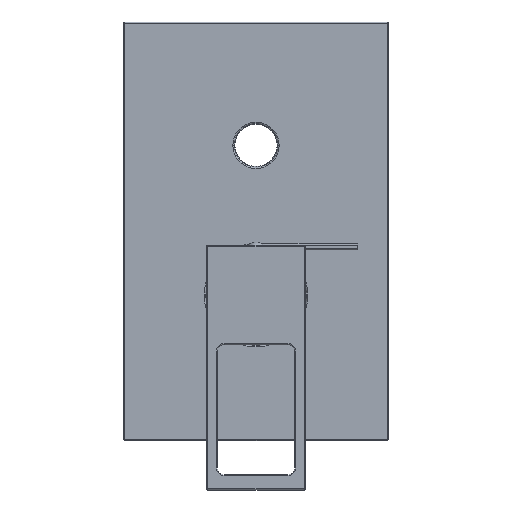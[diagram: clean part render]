
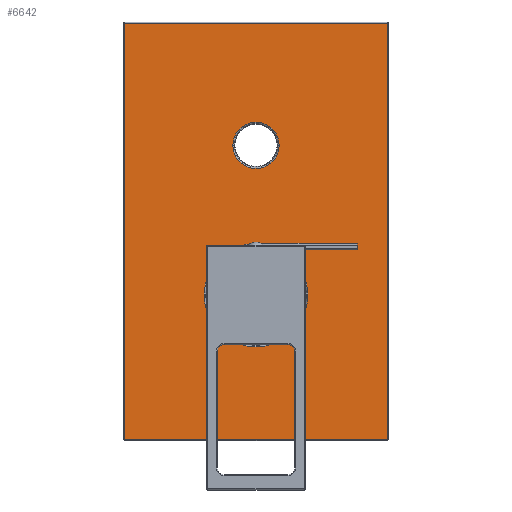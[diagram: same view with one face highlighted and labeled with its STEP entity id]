
A CAD part, top view. The second image highlights one B-rep face of the part: STEP entity #6642.
In plain terms, the highlighted face is planar.
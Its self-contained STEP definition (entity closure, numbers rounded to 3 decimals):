
#5863=DIRECTION('',(-1.,0.,0.));
#5864=VECTOR('',#5863,119.);
#5865=CARTESIAN_POINT('',(59.5,8.,-94.5));
#5866=LINE('',#5865,#5864);
#5870=DIRECTION('',(0.,0.,-1.));
#5871=VECTOR('',#5870,189.);
#5872=CARTESIAN_POINT('',(59.5,8.,94.5));
#5873=LINE('',#5872,#5871);
#5877=DIRECTION('',(1.,0.,0.));
#5878=VECTOR('',#5877,119.);
#5879=CARTESIAN_POINT('',(-59.5,8.,94.5));
#5880=LINE('',#5879,#5878);
#5884=DIRECTION('',(0.,0.,1.));
#5885=VECTOR('',#5884,189.);
#5886=CARTESIAN_POINT('',(-59.5,8.,-94.5));
#5887=LINE('',#5886,#5885);
#5891=CARTESIAN_POINT('',(0.,8.,29.));
#5892=DIRECTION('',(0.,-1.,0.));
#5893=DIRECTION('',(1.,0.,0.));
#5894=AXIS2_PLACEMENT_3D('',#5891,#5892,#5893);
#5899=CARTESIAN_POINT('',(0.,8.,29.));
#5900=DIRECTION('',(0.,-1.,0.));
#5901=DIRECTION('',(-1.,0.,0.));
#5902=AXIS2_PLACEMENT_3D('',#5899,#5900,#5901);
#5907=CARTESIAN_POINT('',(0.,8.,-39.));
#5908=DIRECTION('',(0.,-1.,0.));
#5909=DIRECTION('',(-1.,0.,0.));
#5910=AXIS2_PLACEMENT_3D('',#5907,#5908,#5909);
#5915=CARTESIAN_POINT('',(0.,8.,-39.));
#5916=DIRECTION('',(0.,-1.,0.));
#5917=DIRECTION('',(1.,0.,0.));
#5918=AXIS2_PLACEMENT_3D('',#5915,#5916,#5917);
#6286=CARTESIAN_POINT('',(59.5,8.,-94.5));
#6287=CARTESIAN_POINT('',(-59.5,8.,-94.5));
#6288=VERTEX_POINT('',#6286);
#6289=VERTEX_POINT('',#6287);
#6294=CARTESIAN_POINT('',(-59.5,8.,94.5));
#6295=VERTEX_POINT('',#6294);
#6300=CARTESIAN_POINT('',(59.5,8.,94.5));
#6301=VERTEX_POINT('',#6300);
#6306=CARTESIAN_POINT('',(23.5,8.,29.));
#6307=CARTESIAN_POINT('',(-23.5,8.,29.));
#6308=VERTEX_POINT('',#6306);
#6309=VERTEX_POINT('',#6307);
#6314=CARTESIAN_POINT('',(-10.5,8.,-39.));
#6315=CARTESIAN_POINT('',(10.5,8.,-39.));
#6316=VERTEX_POINT('',#6314);
#6317=VERTEX_POINT('',#6315);
#6616=CARTESIAN_POINT('',(0.,8.,0.));
#6617=DIRECTION('',(0.,1.,0.));
#6618=DIRECTION('',(1.,0.,0.));
#6619=AXIS2_PLACEMENT_3D('',#6616,#6617,#6618);
#6620=PLANE('',#6619);
#6622=ORIENTED_EDGE('',*,*,#6621,.F.);
#6624=ORIENTED_EDGE('',*,*,#6623,.F.);
#6626=ORIENTED_EDGE('',*,*,#6625,.F.);
#6628=ORIENTED_EDGE('',*,*,#6627,.F.);
#6629=EDGE_LOOP('',(#6622,#6624,#6626,#6628));
#6630=FACE_OUTER_BOUND('',#6629,.F.);
#6632=ORIENTED_EDGE('',*,*,#6631,.F.);
#6634=ORIENTED_EDGE('',*,*,#6633,.F.);
#6635=EDGE_LOOP('',(#6632,#6634));
#6636=FACE_BOUND('',#6635,.F.);
#6637=ORIENTED_EDGE('',*,*,#6606,.F.);
#6639=ORIENTED_EDGE('',*,*,#6638,.F.);
#6640=EDGE_LOOP('',(#6637,#6639));
#6641=FACE_BOUND('',#6640,.F.);
#6642=ADVANCED_FACE('',(#6630,#6636,#6641),#6620,.T.);
#5895=CIRCLE('',#5894,23.5);
#5903=CIRCLE('',#5902,23.5);
#5911=CIRCLE('',#5910,10.5);
#5919=CIRCLE('',#5918,10.5);
#6606=EDGE_CURVE('',#6316,#6317,#5911,.T.);
#6621=EDGE_CURVE('',#6288,#6289,#5866,.T.);
#6623=EDGE_CURVE('',#6301,#6288,#5873,.T.);
#6625=EDGE_CURVE('',#6295,#6301,#5880,.T.);
#6627=EDGE_CURVE('',#6289,#6295,#5887,.T.);
#6631=EDGE_CURVE('',#6308,#6309,#5895,.T.);
#6633=EDGE_CURVE('',#6309,#6308,#5903,.T.);
#6638=EDGE_CURVE('',#6317,#6316,#5919,.T.);
